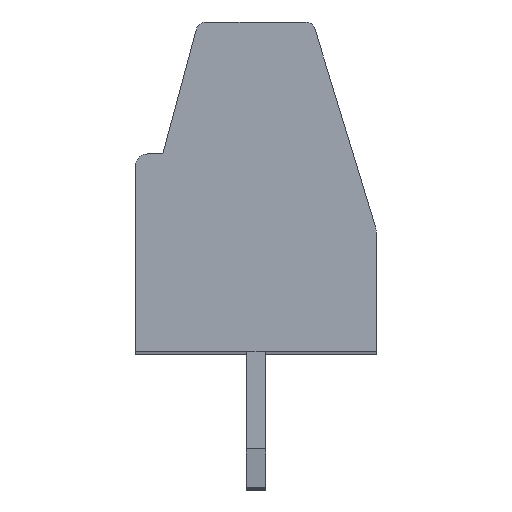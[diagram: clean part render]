
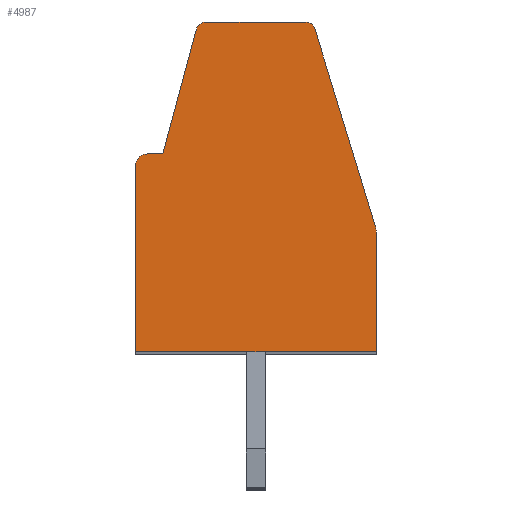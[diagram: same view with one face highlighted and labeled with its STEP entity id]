
A CAD part, top view. The second image highlights one B-rep face of the part: STEP entity #4987.
In plain terms, the highlighted planar face has unit normal (0, 0, 1).
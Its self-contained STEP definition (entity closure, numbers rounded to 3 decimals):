
#14=DIRECTION('',(0.,-1.,0.));
#15=VECTOR('',#14,3.075);
#16=CARTESIAN_POINT('',(3.1,3.075,34.52));
#17=LINE('',#16,#15);
#18=DIRECTION('',(0.,1.,0.));
#19=VECTOR('',#18,4.8);
#20=CARTESIAN_POINT('',(-3.1,0.,34.52));
#21=LINE('',#20,#19);
#22=CARTESIAN_POINT('',(-2.8,4.8,34.52));
#23=DIRECTION('',(0.,0.,-1.));
#24=DIRECTION('',(-1.,0.,0.));
#25=AXIS2_PLACEMENT_3D('',#22,#23,#24);
#27=DIRECTION('',(1.,0.,0.));
#28=VECTOR('',#27,0.4);
#29=CARTESIAN_POINT('',(-2.8,5.1,34.52));
#30=LINE('',#29,#28);
#31=DIRECTION('',(0.259,0.966,0.));
#32=VECTOR('',#31,3.328);
#33=CARTESIAN_POINT('',(-2.4,5.1,34.52));
#34=LINE('',#33,#32);
#35=CARTESIAN_POINT('',(-1.297,8.25,34.52));
#36=DIRECTION('',(0.,0.,-1.));
#37=DIRECTION('',(-0.966,0.259,0.));
#38=AXIS2_PLACEMENT_3D('',#35,#36,#37);
#40=CARTESIAN_POINT('',(1.279,8.25,34.52));
#41=DIRECTION('',(0.,0.,-1.));
#42=DIRECTION('',(-0.001,1.,0.));
#43=AXIS2_PLACEMENT_3D('',#40,#41,#42);
#45=DIRECTION('',(0.292,-0.956,0.));
#46=VECTOR('',#45,5.335);
#47=CARTESIAN_POINT('',(1.518,8.323,34.52));
#48=LINE('',#47,#46);
#49=CARTESIAN_POINT('',(2.6,3.075,34.52));
#50=DIRECTION('',(0.,0.,-1.));
#51=DIRECTION('',(0.956,0.292,0.));
#52=AXIS2_PLACEMENT_3D('',#49,#50,#51);
#80=DIRECTION('',(-1.,0.,0.));
#81=VECTOR('',#80,2.576);
#82=CARTESIAN_POINT('',(1.279,8.5,34.52));
#83=LINE('',#82,#81);
#552=DIRECTION('',(1.,0.,0.));
#553=VECTOR('',#552,6.2);
#554=CARTESIAN_POINT('',(-3.1,0.,34.52));
#555=LINE('',#554,#553);
#3794=CARTESIAN_POINT('',(3.1,3.075,34.52));
#3795=CARTESIAN_POINT('',(3.1,0.,34.52));
#3796=VERTEX_POINT('',#3794);
#3797=VERTEX_POINT('',#3795);
#3798=CARTESIAN_POINT('',(3.078,3.221,34.52));
#3799=VERTEX_POINT('',#3798);
#3800=CARTESIAN_POINT('',(1.518,8.323,34.52));
#3801=VERTEX_POINT('',#3800);
#3802=CARTESIAN_POINT('',(1.279,8.5,34.52));
#3803=VERTEX_POINT('',#3802);
#3804=CARTESIAN_POINT('',(-1.538,8.315,34.52));
#3805=CARTESIAN_POINT('',(-1.297,8.5,34.52));
#3806=VERTEX_POINT('',#3804);
#3807=VERTEX_POINT('',#3805);
#3808=CARTESIAN_POINT('',(-2.4,5.1,34.52));
#3809=VERTEX_POINT('',#3808);
#3810=CARTESIAN_POINT('',(-2.8,5.1,34.52));
#3811=VERTEX_POINT('',#3810);
#3812=CARTESIAN_POINT('',(-3.1,4.8,34.52));
#3813=VERTEX_POINT('',#3812);
#3814=CARTESIAN_POINT('',(-3.1,0.,34.52));
#3815=VERTEX_POINT('',#3814);
#4958=CARTESIAN_POINT('',(0.,0.,34.52));
#4959=DIRECTION('',(0.,0.,1.));
#4960=DIRECTION('',(1.,0.,0.));
#4961=AXIS2_PLACEMENT_3D('',#4958,#4959,#4960);
#4962=PLANE('',#4961);
#4964=ORIENTED_EDGE('',*,*,#4963,.T.);
#4966=ORIENTED_EDGE('',*,*,#4965,.F.);
#4968=ORIENTED_EDGE('',*,*,#4967,.T.);
#4970=ORIENTED_EDGE('',*,*,#4969,.T.);
#4972=ORIENTED_EDGE('',*,*,#4971,.T.);
#4974=ORIENTED_EDGE('',*,*,#4973,.T.);
#4976=ORIENTED_EDGE('',*,*,#4975,.T.);
#4978=ORIENTED_EDGE('',*,*,#4977,.F.);
#4980=ORIENTED_EDGE('',*,*,#4979,.T.);
#4982=ORIENTED_EDGE('',*,*,#4981,.T.);
#4984=ORIENTED_EDGE('',*,*,#4983,.T.);
#4985=EDGE_LOOP('',(#4964,#4966,#4968,#4970,#4972,#4974,#4976,#4978,#4980,#4982,
#4984));
#4986=FACE_OUTER_BOUND('',#4985,.F.);
#26=CIRCLE('',#25,0.3);
#39=CIRCLE('',#38,0.25);
#44=CIRCLE('',#43,0.25);
#53=CIRCLE('',#52,0.5);
#4963=EDGE_CURVE('',#3796,#3797,#17,.T.);
#4965=EDGE_CURVE('',#3815,#3797,#555,.T.);
#4967=EDGE_CURVE('',#3815,#3813,#21,.T.);
#4969=EDGE_CURVE('',#3813,#3811,#26,.T.);
#4971=EDGE_CURVE('',#3811,#3809,#30,.T.);
#4973=EDGE_CURVE('',#3809,#3806,#34,.T.);
#4975=EDGE_CURVE('',#3806,#3807,#39,.T.);
#4977=EDGE_CURVE('',#3803,#3807,#83,.T.);
#4979=EDGE_CURVE('',#3803,#3801,#44,.T.);
#4981=EDGE_CURVE('',#3801,#3799,#48,.T.);
#4983=EDGE_CURVE('',#3799,#3796,#53,.T.);
#4987=ADVANCED_FACE('',(#4986),#4962,.T.);
